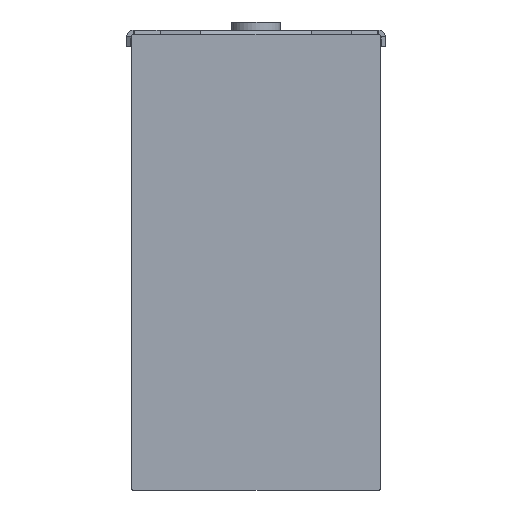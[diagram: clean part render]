
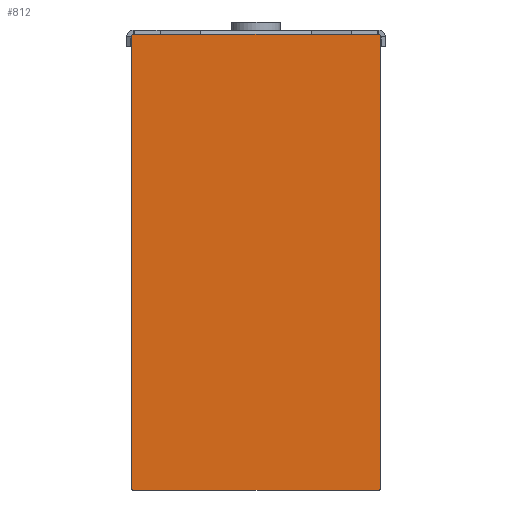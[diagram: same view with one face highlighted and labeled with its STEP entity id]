
A CAD part, left-side view. The second image highlights one B-rep face of the part: STEP entity #812.
In plain terms, the highlighted planar face has unit normal (-1, 0, 0).
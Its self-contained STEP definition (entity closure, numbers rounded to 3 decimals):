
#388=FACE_OUTER_BOUND('',#1676,.T.);
#812=ADVANCED_FACE('',(#388),#1239,.T.);
#1239=PLANE('',#9171);
#1676=EDGE_LOOP('',(#2876,#2877,#2878,#2879,#2880,#2881,#2882,#2883));
#2144=CIRCLE('',#9110,0.3);
#2145=CIRCLE('',#9113,0.3);
#2148=CIRCLE('',#9118,0.3);
#2166=CIRCLE('',#9167,0.3);
#2876=ORIENTED_EDGE('',*,*,#6165,.T.);
#2877=ORIENTED_EDGE('',*,*,#6064,.T.);
#2878=ORIENTED_EDGE('',*,*,#6067,.T.);
#2879=ORIENTED_EDGE('',*,*,#6069,.T.);
#2880=ORIENTED_EDGE('',*,*,#6071,.T.);
#2881=ORIENTED_EDGE('',*,*,#6073,.T.);
#2882=ORIENTED_EDGE('',*,*,#6077,.T.);
#2883=ORIENTED_EDGE('',*,*,#6028,.T.);
#5156=VERTEX_POINT('',#12705);
#5157=VERTEX_POINT('',#12707);
#5184=VERTEX_POINT('',#12775);
#5185=VERTEX_POINT('',#12777);
#5186=VERTEX_POINT('',#12781);
#5187=VERTEX_POINT('',#12785);
#5188=VERTEX_POINT('',#12789);
#5189=VERTEX_POINT('',#12793);
#6028=EDGE_CURVE('',#5157,#5156,#7258,.T.);
#6064=EDGE_CURVE('',#5185,#5184,#7291,.T.);
#6067=EDGE_CURVE('',#5184,#5186,#2144,.T.);
#6069=EDGE_CURVE('',#5186,#5187,#7295,.T.);
#6071=EDGE_CURVE('',#5187,#5188,#2145,.T.);
#6073=EDGE_CURVE('',#5188,#5189,#7298,.T.);
#6077=EDGE_CURVE('',#5189,#5157,#2148,.T.);
#6165=EDGE_CURVE('',#5156,#5185,#2166,.T.);
#7258=LINE('',#12706,#8223);
#7291=LINE('',#12776,#8256);
#7295=LINE('',#12786,#8260);
#7298=LINE('',#12794,#8263);
#8223=VECTOR('',#10119,1.);
#8256=VECTOR('',#10170,1.);
#8260=VECTOR('',#10180,1.);
#8263=VECTOR('',#10189,1.);
#9110=AXIS2_PLACEMENT_3D('',#12782,#10175,#10176);
#9113=AXIS2_PLACEMENT_3D('',#12790,#10184,#10185);
#9118=AXIS2_PLACEMENT_3D('',#12801,#10197,#10198);
#9167=AXIS2_PLACEMENT_3D('',#12966,#10365,#10366);
#9171=AXIS2_PLACEMENT_3D('',#12970,#10373,#10374);
#10119=DIRECTION('',(0.,1.,0.));
#10170=DIRECTION('',(0.,0.,-1.));
#10175=DIRECTION('',(-1.,0.,0.));
#10176=DIRECTION('',(0.,0.,-1.));
#10180=DIRECTION('',(0.,-1.,0.));
#10184=DIRECTION('',(-1.,0.,0.));
#10185=DIRECTION('',(0.,0.,1.));
#10189=DIRECTION('',(0.,0.,1.));
#10197=DIRECTION('',(-1.,0.,0.));
#10198=DIRECTION('',(0.,0.,-1.));
#10365=DIRECTION('',(-1.,0.,0.));
#10366=DIRECTION('',(0.,0.,-1.));
#10373=DIRECTION('',(-1.,0.,0.));
#10374=DIRECTION('',(0.,0.,1.));
#12705=CARTESIAN_POINT('',(-427.,29.7,0.034));
#12706=CARTESIAN_POINT('',(-427.,-29.7,0.034));
#12707=CARTESIAN_POINT('',(-427.,-29.7,0.034));
#12775=CARTESIAN_POINT('',(-427.,30.,-109.666));
#12776=CARTESIAN_POINT('',(-427.,30.,-0.266));
#12777=CARTESIAN_POINT('',(-427.,30.,-0.266));
#12781=CARTESIAN_POINT('',(-427.,29.7,-109.966));
#12782=CARTESIAN_POINT('',(-427.,29.7,-109.666));
#12785=CARTESIAN_POINT('',(-427.,-29.7,-109.966));
#12786=CARTESIAN_POINT('',(-427.,29.7,-109.966));
#12789=CARTESIAN_POINT('',(-427.,-30.,-109.666));
#12790=CARTESIAN_POINT('',(-427.,-29.7,-109.666));
#12793=CARTESIAN_POINT('',(-427.,-30.,-0.266));
#12794=CARTESIAN_POINT('',(-427.,-30.,-0.266));
#12801=CARTESIAN_POINT('',(-427.,-29.7,-0.266));
#12966=CARTESIAN_POINT('',(-427.,29.7,-0.266));
#12970=CARTESIAN_POINT('',(-427.,29.7,-0.266));
